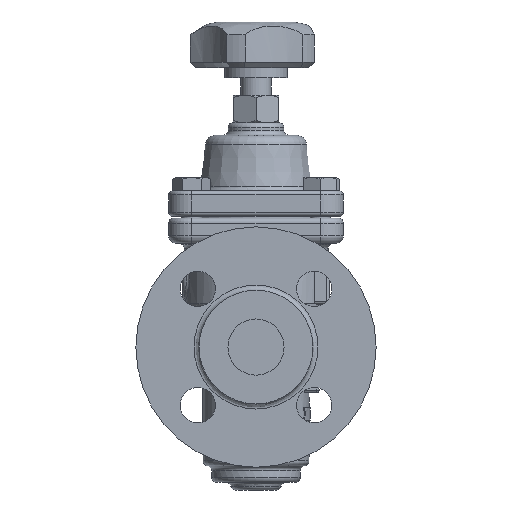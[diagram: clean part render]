
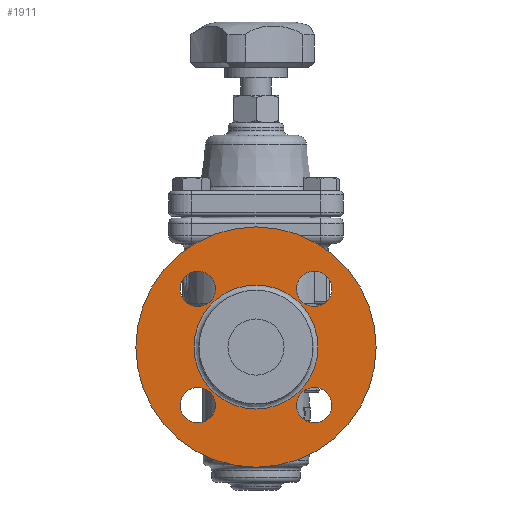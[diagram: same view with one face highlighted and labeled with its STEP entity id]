
A CAD part, left-side view. The second image highlights one B-rep face of the part: STEP entity #1911.
In plain terms, the highlighted planar face has unit normal (-1, 0, 0).
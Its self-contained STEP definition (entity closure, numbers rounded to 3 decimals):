
#1765=CARTESIAN_POINT('',(-75.0,0.,104.));
#1766=VERTEX_POINT('',#1765);
#1767=CARTESIAN_POINT('',(-75.0,0.0,56.5));
#1768=DIRECTION('',(1.0,0.0,0.0));
#1769=DIRECTION('',(0.0,0.0,-1.0));
#1770=AXIS2_PLACEMENT_3D('',#1767,#1768,#1769);
#1771=CIRCLE('',#1770,47.5);
#1772=EDGE_CURVE('',#1766,#1766,#1771,.T.);
#1844=CARTESIAN_POINT('',(-75.0,0.,81.0));
#1845=VERTEX_POINT('',#1844);
#1846=CARTESIAN_POINT('',(-75.0,0.0,56.5));
#1847=DIRECTION('',(-1.0,0.0,0.0));
#1848=DIRECTION('',(0.0,0.0,-1.0));
#1849=AXIS2_PLACEMENT_3D('',#1846,#1847,#1848);
#1850=CIRCLE('',#1849,24.5);
#1851=EDGE_CURVE('',#1845,#1845,#1850,.T.);
#1856=CARTESIAN_POINT('',(-75.0,0.0,56.5));
#1857=DIRECTION('',(1.0,0.0,0.0));
#1858=DIRECTION('',(0.0,0.0,-1.0));
#1859=AXIS2_PLACEMENT_3D('',#1856,#1857,#1858);
#1860=PLANE('',#1859);
#1861=ORIENTED_EDGE('',*,*,#1772,.F.);
#1862=EDGE_LOOP('',(#1861));
#1863=FACE_OUTER_BOUND('',#1862,.T.);
#1864=CARTESIAN_POINT('',(-75.0,22.981,86.481));
#1865=VERTEX_POINT('',#1864);
#1866=CARTESIAN_POINT('',(-75.0,22.981,79.481));
#1867=DIRECTION('',(1.0,0.0,0.0));
#1868=DIRECTION('',(0.0,0.0,1.0));
#1869=AXIS2_PLACEMENT_3D('',#1866,#1867,#1868);
#1870=CIRCLE('',#1869,7.);
#1871=EDGE_CURVE('',#1865,#1865,#1870,.T.);
#1872=ORIENTED_EDGE('',*,*,#1871,.T.);
#1873=EDGE_LOOP('',(#1872));
#1874=FACE_BOUND('',#1873,.T.);
#1875=CARTESIAN_POINT('',(-75.0,29.981,33.519));
#1876=VERTEX_POINT('',#1875);
#1877=CARTESIAN_POINT('',(-75.0,22.981,33.519));
#1878=DIRECTION('',(1.0,0.0,0.0));
#1879=DIRECTION('',(0.0,1.0,0.0));
#1880=AXIS2_PLACEMENT_3D('',#1877,#1878,#1879);
#1881=CIRCLE('',#1880,7.);
#1882=EDGE_CURVE('',#1876,#1876,#1881,.T.);
#1883=ORIENTED_EDGE('',*,*,#1882,.T.);
#1884=EDGE_LOOP('',(#1883));
#1885=FACE_BOUND('',#1884,.T.);
#1886=CARTESIAN_POINT('',(-75.0,-22.981,26.519));
#1887=VERTEX_POINT('',#1886);
#1888=CARTESIAN_POINT('',(-75.0,-22.981,33.519));
#1889=DIRECTION('',(1.0,0.0,0.0));
#1890=DIRECTION('',(0.0,0.0,-1.0));
#1891=AXIS2_PLACEMENT_3D('',#1888,#1889,#1890);
#1892=CIRCLE('',#1891,7.);
#1893=EDGE_CURVE('',#1887,#1887,#1892,.T.);
#1894=ORIENTED_EDGE('',*,*,#1893,.T.);
#1895=EDGE_LOOP('',(#1894));
#1896=FACE_BOUND('',#1895,.T.);
#1897=CARTESIAN_POINT('',(-75.0,-29.981,79.481));
#1898=VERTEX_POINT('',#1897);
#1899=CARTESIAN_POINT('',(-75.0,-22.981,79.481));
#1900=DIRECTION('',(1.0,0.0,0.0));
#1901=DIRECTION('',(0.0,-1.0,0.0));
#1902=AXIS2_PLACEMENT_3D('',#1899,#1900,#1901);
#1903=CIRCLE('',#1902,7.);
#1904=EDGE_CURVE('',#1898,#1898,#1903,.T.);
#1905=ORIENTED_EDGE('',*,*,#1904,.T.);
#1906=EDGE_LOOP('',(#1905));
#1907=FACE_BOUND('',#1906,.T.);
#1908=ORIENTED_EDGE('',*,*,#1851,.F.);
#1909=EDGE_LOOP('',(#1908));
#1910=FACE_BOUND('',#1909,.T.);
#1911=ADVANCED_FACE('',(#1863,#1874,#1885,#1896,#1907,#1910),#1860,.F.);
